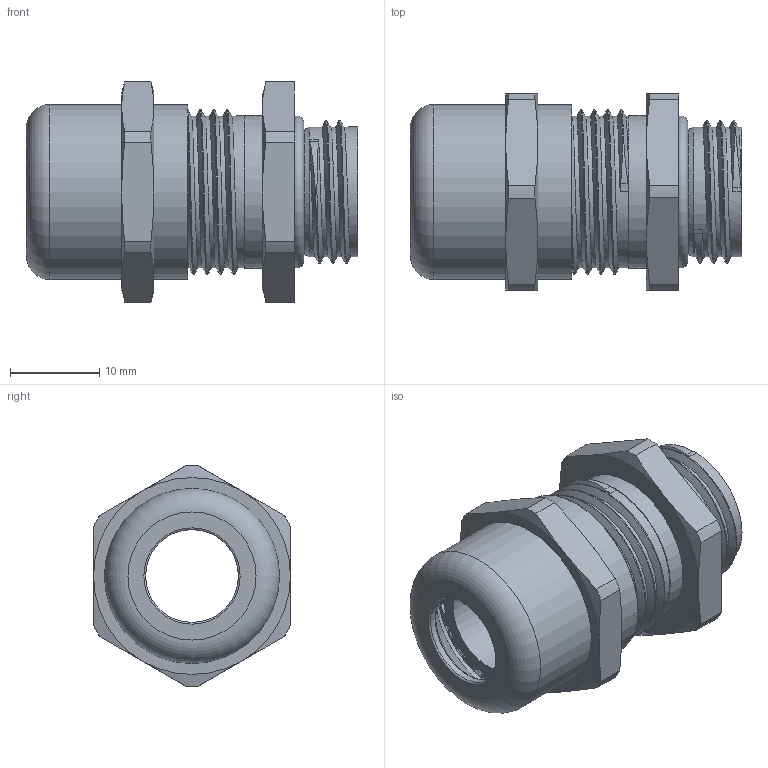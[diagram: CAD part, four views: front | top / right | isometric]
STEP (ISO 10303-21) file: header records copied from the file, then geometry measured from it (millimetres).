
FILE_DESCRIPTION(/* description */ ('Euro-Top M 16 Stutzen'),/* implementation_level */ '2;1');
FILE_NAME(/* name */ '90084516-RST.stp',/* time_stamp */ '2016-08-09T11:54:57+02:00',/* author */ ('SL'),/* organization */ (''),/* preprocessor_version */ 'ST-DEVELOPER v15.2',/* originating_system */ 'Autodesk Inventor 2014',/* authorisation */ '');
FILE_SCHEMA (('AUTOMOTIVE_DESIGN { 1 0 10303 214 3 1 1 }'));
Length unit declared in the file: millimetre
Products named in the file (6): Euro-Top-01-BT-0004-90084516; Euro-Top-01-BT-0005-90084516; Euro-Top-01-BT-0002-90084516; Euro-Top-01-BT-0003-90084516; Euro-Top-01-BT-0001-90084516; Euro-Top-01-BG-0001-90084516
Assembly tree (5 placements, depth 2):
  Euro-Top-01-BG-0001-90084516
    Euro-Top-01-BT-0004-90084516
    Euro-Top-01-BT-0005-90084516
    Euro-Top-01-BT-0002-90084516
    Euro-Top-01-BT-0003-90084516
    Euro-Top-01-BT-0001-90084516
Bounding box: 37 x 22 x 24.66 mm (x, y, z)
Volume: 5064.5 mm3; surface area: 8837.4 mm2
Topology: 5 solids, 5 shells, 516 faces, 1250 edges, 747 vertices
Faces by surface type: cylinder 152, plane 123, bspline 102, torus 73, cone 50, sphere 16
Full cylindrical faces by diameter (mm): 10.35 x1, 10.8 x1, 11 x1, 11.36 x2, 11.78 x1, 13.5 x1, 13.84 x1, 14 x1, 14.478 x3, 15.08 x1, 15.14 x2, 17.1 x1, 17.32 x1, 17.35 x1, 18.842 x8, 19.57 x2
Entity records: 23618 total; most frequent: CARTESIAN_POINT 12465, ORIENTED_EDGE 2338, DIRECTION 2270, EDGE_CURVE 1169, AXIS2_PLACEMENT_3D 977, VERTEX_POINT 718, CIRCLE 562, EDGE_LOOP 561
